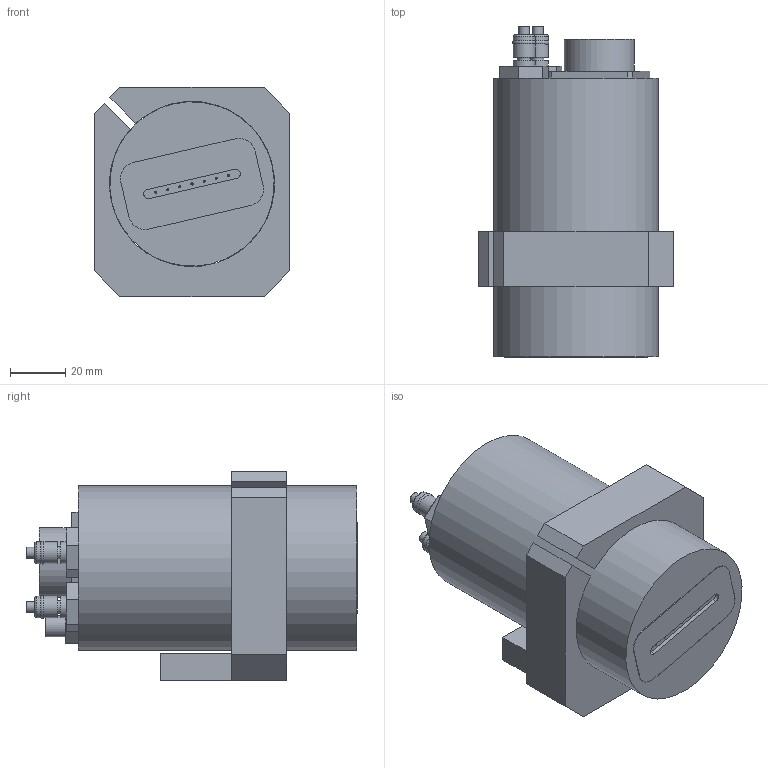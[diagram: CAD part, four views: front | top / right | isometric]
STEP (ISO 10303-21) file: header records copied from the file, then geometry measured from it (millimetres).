
FILE_DESCRIPTION(/* description */ (''),/* implementation_level */ '2;1');
FILE_NAME(/* name */ '7 Dot WITH MOUNTING BRACKET.stp',/* time_stamp */ '2024-12-10T15:00:55-05:00',/* author */ ('ddeah'),/* organization */ (''),/* preprocessor_version */ 'ST-DEVELOPER v19',/* originating_system */ 'Autodesk Inventor 2023',/* authorisation */ '');
FILE_SCHEMA (('AUTOMOTIVE_DESIGN { 1 0 10303 214 3 1 1 }'));
Length unit declared in the file: inch
Products named in the file (1): 7 Dot
Bounding box: 71.12 x 120.07 x 75.95 mm (x, y, z)
Volume: 346969.1 mm3; surface area: 46217.4 mm2
Topology: 2 solids, 2 shells, 137 faces, 284 edges, 186 vertices
Faces by surface type: plane 82, cylinder 49, torus 6
Full cylindrical faces by diameter (mm): 0.102 x7, 0.762 x7, 2.54 x2, 3.962 x2, 4.826 x2, 6.747 x2, 7.62 x1, 7.925 x6, 8.128 x4, 11.112 x2, 22.86 x1, 25.4 x1, 59.69 x1
Entity records: 3857 total; most frequent: DIRECTION 666, CARTESIAN_POINT 608, ORIENTED_EDGE 568, EDGE_CURVE 284, AXIS2_PLACEMENT_3D 244, VERTEX_POINT 186, EDGE_LOOP 180, LINE 178
